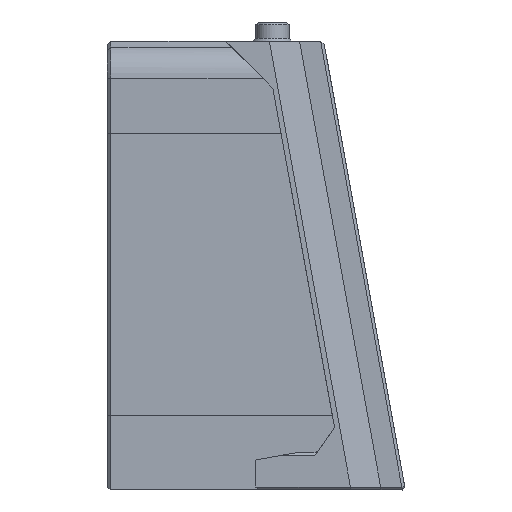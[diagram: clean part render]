
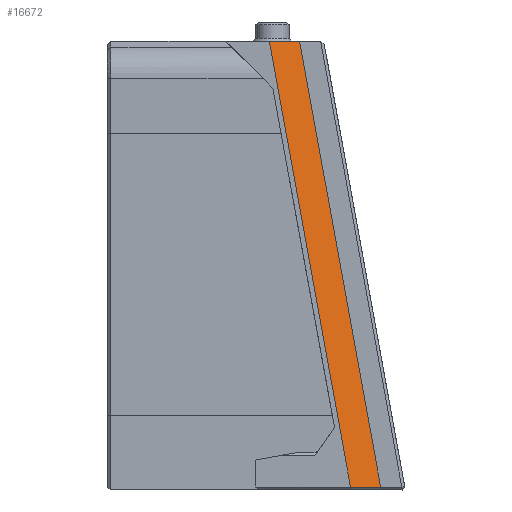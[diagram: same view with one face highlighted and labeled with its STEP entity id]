
A CAD part, front view. The second image highlights one B-rep face of the part: STEP entity #16672.
In plain terms, the highlighted face is planar.
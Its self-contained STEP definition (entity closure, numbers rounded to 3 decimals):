
#1496=FACE_OUTER_BOUND('',#2421,.T.);
#2421=EDGE_LOOP('',(#12464,#12465,#12466,#12467,#12468,#12469));
#3734=LINE('',#25897,#5542);
#3736=LINE('',#25901,#5544);
#3752=LINE('',#25955,#5560);
#3756=LINE('',#25962,#5564);
#3777=LINE('',#26009,#5585);
#3779=LINE('',#26012,#5587);
#5542=VECTOR('',#20807,10.);
#5544=VECTOR('',#20811,1000.);
#5560=VECTOR('',#20885,10.);
#5564=VECTOR('',#20891,10.);
#5585=VECTOR('',#20946,1000.);
#5587=VECTOR('',#20950,10.);
#7318=VERTEX_POINT('',#25894);
#7319=VERTEX_POINT('',#25896);
#7320=VERTEX_POINT('',#25900);
#7329=VERTEX_POINT('',#25954);
#7330=VERTEX_POINT('',#25958);
#7340=VERTEX_POINT('',#26008);
#9217=EDGE_CURVE('',#7318,#7319,#3734,.T.);
#9219=EDGE_CURVE('',#7318,#7320,#3736,.T.);
#9246=EDGE_CURVE('',#7319,#7329,#3752,.T.);
#9250=EDGE_CURVE('',#7329,#7330,#3756,.T.);
#9276=EDGE_CURVE('',#7330,#7340,#3777,.T.);
#9278=EDGE_CURVE('',#7320,#7340,#3779,.F.);
#12464=ORIENTED_EDGE('',*,*,#9276,.F.);
#12465=ORIENTED_EDGE('',*,*,#9250,.F.);
#12466=ORIENTED_EDGE('',*,*,#9246,.F.);
#12467=ORIENTED_EDGE('',*,*,#9217,.F.);
#12468=ORIENTED_EDGE('',*,*,#9219,.T.);
#12469=ORIENTED_EDGE('',*,*,#9278,.T.);
#15929=PLANE('',#17929);
#16672=ADVANCED_FACE('',(#1496),#15929,.T.);
#17929=AXIS2_PLACEMENT_3D('',#26011,#20948,#20949);
#20807=DIRECTION('',(0.54,-0.646,-0.54));
#20811=DIRECTION('',(0.,0.179,0.984));
#20885=DIRECTION('',(-0.701,0.713,0.));
#20891=DIRECTION('',(-0.54,0.646,0.54));
#20946=DIRECTION('',(0.,0.179,0.984));
#20948=DIRECTION('center_axis',(-0.707,-0.696,0.126));
#20949=DIRECTION('ref_axis',(0.,0.179,0.984));
#20950=DIRECTION('',(0.701,-0.713,0.));
#25894=CARTESIAN_POINT('',(-380.735,-250.869,537.584));
#25896=CARTESIAN_POINT('',(-380.732,-250.873,537.58));
#25897=CARTESIAN_POINT('',(-407.253,-219.095,564.102));
#25900=CARTESIAN_POINT('',(-380.735,-239.942,597.684));
#25901=CARTESIAN_POINT('',(-380.735,-250.942,537.184));
#25954=CARTESIAN_POINT('',(-384.732,-246.807,537.58));
#25955=CARTESIAN_POINT('',(-393.57,-237.825,537.58));
#25958=CARTESIAN_POINT('',(-384.735,-246.803,537.584));
#25962=CARTESIAN_POINT('',(-428.522,-194.338,581.37));
#26008=CARTESIAN_POINT('',(-384.735,-235.876,597.684));
#26009=CARTESIAN_POINT('',(-384.735,-240.784,570.688));
#26011=CARTESIAN_POINT('Origin',(-384.735,-240.784,570.688));
#26012=CARTESIAN_POINT('',(-366.914,-253.989,597.684));
